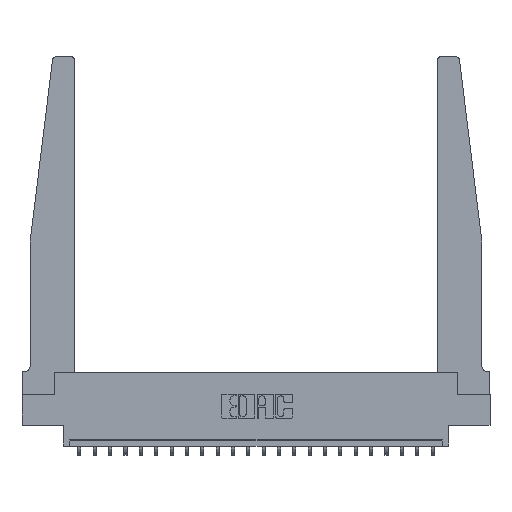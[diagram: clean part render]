
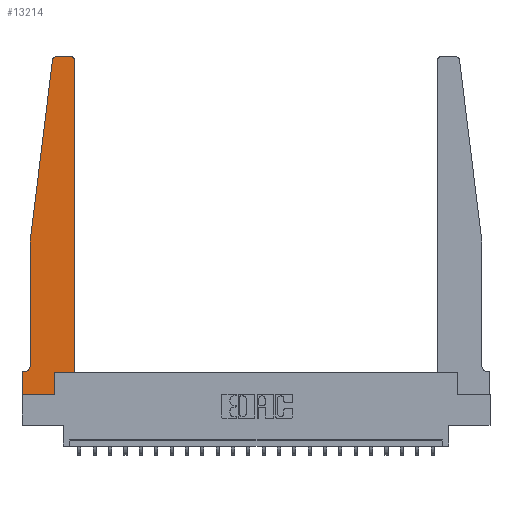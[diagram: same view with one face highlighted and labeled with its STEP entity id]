
A CAD part, top view. The second image highlights one B-rep face of the part: STEP entity #13214.
In plain terms, the highlighted planar face has unit normal (0, 0, 1).
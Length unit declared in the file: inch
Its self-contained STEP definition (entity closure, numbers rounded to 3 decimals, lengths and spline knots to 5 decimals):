
#157 = ORIENTED_EDGE ( 'NONE', *, *, #7647, .T. ) ;
#195 = LINE ( 'NONE', #10291, #15886 ) ;
#402 = CARTESIAN_POINT ( 'NONE',  ( 0.2605, 0.18, 0.37 ) ) ;
#495 = CARTESIAN_POINT ( 'NONE',  ( 0., 0.1875, 0.37 ) ) ;
#742 = CARTESIAN_POINT ( 'NONE',  ( 0., 0.1875, 0.37 ) ) ;
#751 = CARTESIAN_POINT ( 'NONE',  ( 0., 0., 0.37 ) ) ;
#767 = DIRECTION ( 'NONE',  ( 0., -1., 0. ) ) ;
#783 = ORIENTED_EDGE ( 'NONE', *, *, #13696, .T. ) ;
#853 = ORIENTED_EDGE ( 'NONE', *, *, #7660, .T. ) ;
#1234 = DIRECTION ( 'NONE',  ( 0., 0., 1. ) ) ;
#1389 = EDGE_CURVE ( 'NONE', #3394, #4028, #17585, .T. ) ;
#2313 = VERTEX_POINT ( 'NONE', #16263 ) ;
#2494 = AXIS2_PLACEMENT_3D ( 'NONE', #9870, #21763, #11613 ) ;
#2518 = DIRECTION ( 'NONE',  ( 1., 0., 0. ) ) ;
#2760 = LINE ( 'NONE', #751, #11998 ) ;
#2800 = ORIENTED_EDGE ( 'NONE', *, *, #6113, .T. ) ;
#3330 = VECTOR ( 'NONE', #8933, 39.37008 ) ;
#3394 = VERTEX_POINT ( 'NONE', #19423 ) ;
#3657 = DIRECTION ( 'NONE',  ( -0.122, -0.992, 0. ) ) ;
#3746 = CARTESIAN_POINT ( 'NONE',  ( 0.27653, 2.75, 0.37 ) ) ;
#3803 = EDGE_CURVE ( 'NONE', #5266, #8863, #195, .T. ) ;
#4028 = VERTEX_POINT ( 'NONE', #495 ) ;
#4030 = LINE ( 'NONE', #402, #17190 ) ;
#4836 = VECTOR ( 'NONE', #3657, 39.37008 ) ;
#4899 = EDGE_CURVE ( 'NONE', #10756, #11015, #14794, .T. ) ;
#5237 = CARTESIAN_POINT ( 'NONE',  ( 0.25, 2.75, 0.37 ) ) ;
#5266 = VERTEX_POINT ( 'NONE', #19494 ) ;
#5328 = ORIENTED_EDGE ( 'NONE', *, *, #5823, .T. ) ;
#5501 = LINE ( 'NONE', #21421, #10123 ) ;
#5823 = EDGE_CURVE ( 'NONE', #19711, #10756, #19248, .T. ) ;
#6069 = ORIENTED_EDGE ( 'NONE', *, *, #11553, .T. ) ;
#6113 = EDGE_CURVE ( 'NONE', #4028, #15221, #18438, .T. ) ;
#6135 = VECTOR ( 'NONE', #17211, 39.37008 ) ;
#7073 = CARTESIAN_POINT ( 'NONE',  ( 0.065, 1.25, 0.37 ) ) ;
#7325 = DIRECTION ( 'NONE',  ( 0., 0., 1. ) ) ;
#7555 = ORIENTED_EDGE ( 'NONE', *, *, #10586, .T. ) ;
#7639 = CARTESIAN_POINT ( 'NONE',  ( 0.425, 0.18, 0.37 ) ) ;
#7647 = EDGE_CURVE ( 'NONE', #13394, #15047, #17691, .T. ) ;
#7660 = EDGE_CURVE ( 'NONE', #11073, #19711, #13191, .T. ) ;
#7737 = ORIENTED_EDGE ( 'NONE', *, *, #1389, .T. ) ;
#7998 = CARTESIAN_POINT ( 'NONE',  ( 0.425, 2.72, 0.37 ) ) ;
#8220 = CARTESIAN_POINT ( 'NONE',  ( 0.2605, 0.18, 0.37 ) ) ;
#8360 = AXIS2_PLACEMENT_3D ( 'NONE', #742, #12881, #2518 ) ;
#8863 = VERTEX_POINT ( 'NONE', #11963 ) ;
#8933 = DIRECTION ( 'NONE',  ( -1., 0., 0. ) ) ;
#9494 = CARTESIAN_POINT ( 'NONE',  ( 0., 0., 0.37 ) ) ;
#9870 = CARTESIAN_POINT ( 'NONE',  ( 0.015, 0.2375, 0.37 ) ) ;
#9881 = AXIS2_PLACEMENT_3D ( 'NONE', #11679, #1234, #13350 ) ;
#10123 = VECTOR ( 'NONE', #11279, 39.37008 ) ;
#10291 = CARTESIAN_POINT ( 'NONE',  ( 0.065, 1.25, 0.37 ) ) ;
#10586 = EDGE_CURVE ( 'NONE', #8863, #3394, #15227, .T. ) ;
#10756 = VERTEX_POINT ( 'NONE', #3746 ) ;
#10830 = ORIENTED_EDGE ( 'NONE', *, *, #3803, .T. ) ;
#11015 = VERTEX_POINT ( 'NONE', #16448 ) ;
#11073 = VERTEX_POINT ( 'NONE', #7998 ) ;
#11279 = DIRECTION ( 'NONE',  ( 0., 1., 0. ) ) ;
#11553 = EDGE_CURVE ( 'NONE', #15047, #11073, #5501, .T. ) ;
#11613 = DIRECTION ( 'NONE',  ( -1., 0., 0. ) ) ;
#11679 = CARTESIAN_POINT ( 'NONE',  ( 0.27653, 2.72, 0.37 ) ) ;
#11963 = CARTESIAN_POINT ( 'NONE',  ( 0.065, 0.2375, 0.37 ) ) ;
#11998 = VECTOR ( 'NONE', #12888, 39.37008 ) ;
#12881 = DIRECTION ( 'NONE',  ( 0., 0., 1. ) ) ;
#12888 = DIRECTION ( 'NONE',  ( 1., 0., 0. ) ) ;
#13191 = CIRCLE ( 'NONE', #14476, 0.03 ) ;
#13214 = ADVANCED_FACE ( 'NONE', ( #17742 ), #17921, .T. ) ;
#13350 = DIRECTION ( 'NONE',  ( 1., 0., 0. ) ) ;
#13394 = VERTEX_POINT ( 'NONE', #8220 ) ;
#13696 = EDGE_CURVE ( 'NONE', #2313, #13394, #4030, .T. ) ;
#13933 = VECTOR ( 'NONE', #767, 39.37008 ) ;
#14051 = ORIENTED_EDGE ( 'NONE', *, *, #20109, .T. ) ;
#14111 = CARTESIAN_POINT ( 'NONE',  ( 0.425, 0.18, 0.37 ) ) ;
#14275 = DIRECTION ( 'NONE',  ( 0., 1., 0. ) ) ;
#14476 = AXIS2_PLACEMENT_3D ( 'NONE', #17583, #7325, #19289 ) ;
#14794 = CIRCLE ( 'NONE', #9881, 0.03 ) ;
#15047 = VERTEX_POINT ( 'NONE', #7639 ) ;
#15221 = VERTEX_POINT ( 'NONE', #18472 ) ;
#15227 = CIRCLE ( 'NONE', #2494, 0.05 ) ;
#15886 = VECTOR ( 'NONE', #22170, 39.37008 ) ;
#16263 = CARTESIAN_POINT ( 'NONE',  ( 0.2605, 0., 0.37 ) ) ;
#16315 = CARTESIAN_POINT ( 'NONE',  ( 0.395, 2.75, 0.37 ) ) ;
#16448 = CARTESIAN_POINT ( 'NONE',  ( 0.24675, 2.72367, 0.37 ) ) ;
#17113 = ORIENTED_EDGE ( 'NONE', *, *, #4899, .T. ) ;
#17190 = VECTOR ( 'NONE', #14275, 39.37008 ) ;
#17211 = DIRECTION ( 'NONE',  ( -1., 0., 0. ) ) ;
#17397 = EDGE_CURVE ( 'NONE', #15221, #2313, #2760, .T. ) ;
#17583 = CARTESIAN_POINT ( 'NONE',  ( 0.395, 2.72, 0.37 ) ) ;
#17585 = LINE ( 'NONE', #20850, #3330 ) ;
#17691 = LINE ( 'NONE', #14111, #22222 ) ;
#17742 = FACE_OUTER_BOUND ( 'NONE', #18340, .T. ) ;
#17921 = PLANE ( 'NONE',  #8360 ) ;
#18320 = ORIENTED_EDGE ( 'NONE', *, *, #17397, .T. ) ;
#18340 = EDGE_LOOP ( 'NONE', ( #5328, #17113, #14051, #10830, #7555, #7737, #2800, #18320, #783, #157, #6069, #853 ) ) ;
#18438 = LINE ( 'NONE', #9494, #13933 ) ;
#18472 = CARTESIAN_POINT ( 'NONE',  ( 0., 0., 0.37 ) ) ;
#18494 = LINE ( 'NONE', #7073, #4836 ) ;
#19220 = DIRECTION ( 'NONE',  ( 1., 0., 0. ) ) ;
#19248 = LINE ( 'NONE', #5237, #6135 ) ;
#19289 = DIRECTION ( 'NONE',  ( 1., 0., 0. ) ) ;
#19423 = CARTESIAN_POINT ( 'NONE',  ( 0.015, 0.1875, 0.37 ) ) ;
#19494 = CARTESIAN_POINT ( 'NONE',  ( 0.065, 1.25, 0.37 ) ) ;
#19711 = VERTEX_POINT ( 'NONE', #16315 ) ;
#20109 = EDGE_CURVE ( 'NONE', #11015, #5266, #18494, .T. ) ;
#20850 = CARTESIAN_POINT ( 'NONE',  ( 0.065, 0.1875, 0.37 ) ) ;
#21421 = CARTESIAN_POINT ( 'NONE',  ( 0.425, 0.18, 0.37 ) ) ;
#21763 = DIRECTION ( 'NONE',  ( 0., 0., -1. ) ) ;
#22170 = DIRECTION ( 'NONE',  ( 0., -1., 0. ) ) ;
#22222 = VECTOR ( 'NONE', #19220, 39.37008 ) ;
